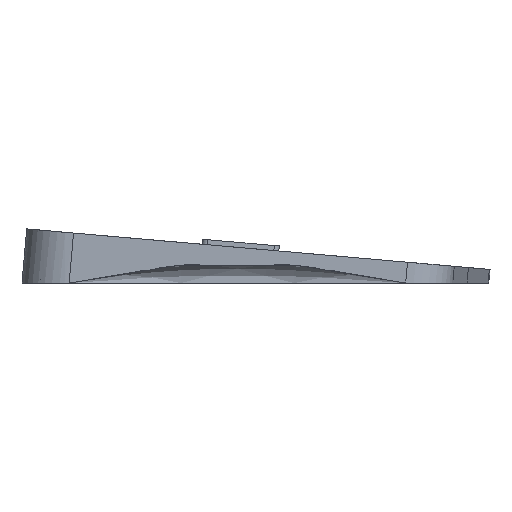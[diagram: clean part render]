
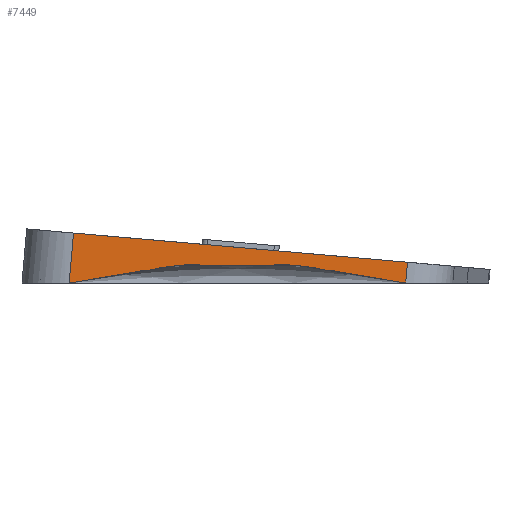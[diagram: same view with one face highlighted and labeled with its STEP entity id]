
A CAD part, left-side view. The second image highlights one B-rep face of the part: STEP entity #7449.
In plain terms, the highlighted planar face has unit normal (-1, 0, 0).
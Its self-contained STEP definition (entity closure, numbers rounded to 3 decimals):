
#137=CIRCLE('',#7863,211.058);
#877=FACE_OUTER_BOUND('',#1321,.T.);
#1321=EDGE_LOOP('',(#6550,#6551,#6552,#6553));
#2084=LINE('',#12626,#2842);
#2110=LINE('',#12738,#2868);
#2111=LINE('',#12739,#2869);
#2842=VECTOR('',#9265,10.);
#2868=VECTOR('',#9361,10.);
#2869=VECTOR('',#9362,10.);
#3529=VERTEX_POINT('',#12623);
#3530=VERTEX_POINT('',#12625);
#3568=VERTEX_POINT('',#12733);
#3569=VERTEX_POINT('',#12734);
#4539=EDGE_CURVE('',#3530,#3529,#2084,.T.);
#4588=EDGE_CURVE('',#3569,#3568,#137,.T.);
#4589=EDGE_CURVE('',#3530,#3568,#2110,.T.);
#4590=EDGE_CURVE('',#3529,#3569,#2111,.T.);
#6550=ORIENTED_EDGE('',*,*,#4588,.T.);
#6551=ORIENTED_EDGE('',*,*,#4589,.F.);
#6552=ORIENTED_EDGE('',*,*,#4539,.T.);
#6553=ORIENTED_EDGE('',*,*,#4590,.T.);
#7082=PLANE('',#7864);
#7449=ADVANCED_FACE('',(#877),#7082,.T.);
#7863=AXIS2_PLACEMENT_3D('',#12736,#9357,#9358);
#7864=AXIS2_PLACEMENT_3D('',#12737,#9359,#9360);
#9265=DIRECTION('',(0.,0.996,0.087));
#9357=DIRECTION('center_axis',(1.,0.,0.));
#9358=DIRECTION('ref_axis',(0.,0.,
1.));
#9359=DIRECTION('center_axis',(-1.,0.,0.));
#9360=DIRECTION('ref_axis',(0.,0.996,0.087));
#9361=DIRECTION('',(0.,0.087,-0.996));
#9362=DIRECTION('',(0.,0.087,-0.996));
#12623=CARTESIAN_POINT('',(-11.999,80.524,-34.156));
#12625=CARTESIAN_POINT('',(-11.999,-19.12,-42.874));
#12626=CARTESIAN_POINT('',(-11.999,-19.12,-42.874));
#12733=CARTESIAN_POINT('',(-11.999,-18.576,-49.092));
#12734=CARTESIAN_POINT('',(-11.999,81.83,-49.092));
#12736=CARTESIAN_POINT('Origin',(-11.999,31.627,-254.092));
#12737=CARTESIAN_POINT('Origin',(-11.999,-19.12,-42.874));
#12738=CARTESIAN_POINT('',(-11.999,-19.12,-42.874));
#12739=CARTESIAN_POINT('',(-11.999,80.524,-34.156));
